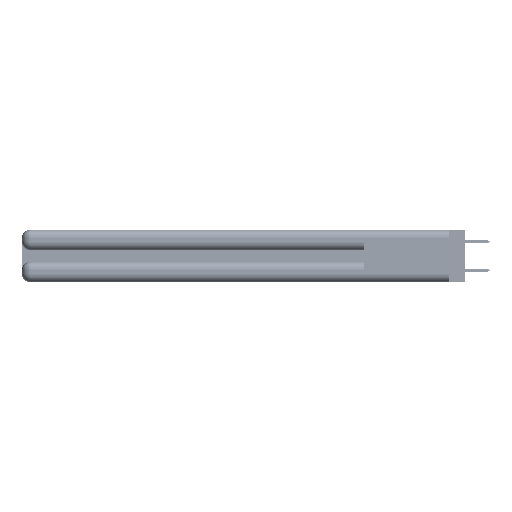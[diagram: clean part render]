
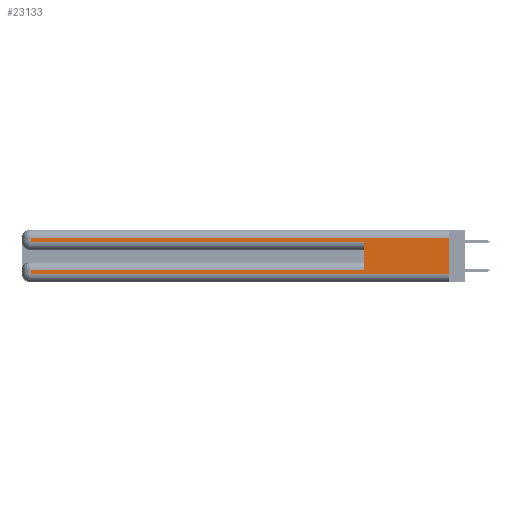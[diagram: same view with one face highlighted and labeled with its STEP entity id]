
A CAD part, left-side view. The second image highlights one B-rep face of the part: STEP entity #23133.
In plain terms, the highlighted planar face has unit normal (-1, 0, 0).
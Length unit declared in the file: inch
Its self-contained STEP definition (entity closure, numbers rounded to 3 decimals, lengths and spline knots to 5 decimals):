
#1785 = LINE ( 'NONE', #8051, #33151 ) ;
#2751 = DIRECTION ( 'NONE',  ( 0., 1., 0. ) ) ;
#3606 = LINE ( 'NONE', #17613, #24157 ) ;
#4035 = VERTEX_POINT ( 'NONE', #33265 ) ;
#4390 = DIRECTION ( 'NONE',  ( 0., 1., 0. ) ) ;
#4462 = ORIENTED_EDGE ( 'NONE', *, *, #47352, .T. ) ;
#5821 = FACE_OUTER_BOUND ( 'NONE', #23915, .T. ) ;
#7160 = LINE ( 'NONE', #10116, #16815 ) ;
#8009 = EDGE_CURVE ( 'NONE', #50219, #4035, #33540, .T. ) ;
#8051 = CARTESIAN_POINT ( 'NONE',  ( 0., 0., 0.06 ) ) ;
#8506 = LINE ( 'NONE', #31405, #38567 ) ;
#9562 = PLANE ( 'NONE',  #51690 ) ;
#9694 = EDGE_CURVE ( 'NONE', #37048, #48559, #19385, .T. ) ;
#9742 = DIRECTION ( 'NONE',  ( 0., 0., -1. ) ) ;
#10116 = CARTESIAN_POINT ( 'NONE',  ( 0., 0.6, 0.145 ) ) ;
#11552 = VERTEX_POINT ( 'NONE', #51328 ) ;
#11809 = VERTEX_POINT ( 'NONE', #16573 ) ;
#12364 = CARTESIAN_POINT ( 'NONE',  ( 0., 0., 0.37 ) ) ;
#14773 = EDGE_CURVE ( 'NONE', #48559, #31554, #52445, .T. ) ;
#16573 = CARTESIAN_POINT ( 'NONE',  ( 0., 2.94, 0.085 ) ) ;
#16670 = DIRECTION ( 'NONE',  ( 0., 0., -1. ) ) ;
#16815 = VECTOR ( 'NONE', #50767, 39.37008 ) ;
#17613 = CARTESIAN_POINT ( 'NONE',  ( 0., 2.94, 0.37 ) ) ;
#17981 = DIRECTION ( 'NONE',  ( 0., -1., 0. ) ) ;
#19146 = ORIENTED_EDGE ( 'NONE', *, *, #31016, .T. ) ;
#19385 = LINE ( 'NONE', #40798, #28948 ) ;
#20404 = CARTESIAN_POINT ( 'NONE',  ( 0., 2.94, 0.285 ) ) ;
#20640 = ORIENTED_EDGE ( 'NONE', *, *, #9694, .T. ) ;
#21480 = VECTOR ( 'NONE', #17981, 39.37008 ) ;
#22771 = VECTOR ( 'NONE', #16670, 39.37008 ) ;
#23133 = ADVANCED_FACE ( 'NONE', ( #5821 ), #9562, .F. ) ;
#23915 = EDGE_LOOP ( 'NONE', ( #43432, #19146, #20640, #29539, #24412, #4462, #27736, #42955 ) ) ;
#24157 = VECTOR ( 'NONE', #33791, 39.37008 ) ;
#24412 = ORIENTED_EDGE ( 'NONE', *, *, #41655, .F. ) ;
#25662 = EDGE_CURVE ( 'NONE', #11809, #27435, #3606, .T. ) ;
#27435 = VERTEX_POINT ( 'NONE', #36091 ) ;
#27736 = ORIENTED_EDGE ( 'NONE', *, *, #25662, .T. ) ;
#28948 = VECTOR ( 'NONE', #32643, 39.37008 ) ;
#29539 = ORIENTED_EDGE ( 'NONE', *, *, #14773, .T. ) ;
#30125 = VECTOR ( 'NONE', #4390, 39.37008 ) ;
#30942 = CARTESIAN_POINT ( 'NONE',  ( 0., 0., 0.31 ) ) ;
#31016 = EDGE_CURVE ( 'NONE', #50219, #37048, #42158, .T. ) ;
#31405 = CARTESIAN_POINT ( 'NONE',  ( 0., 0., 0.085 ) ) ;
#31554 = VERTEX_POINT ( 'NONE', #49198 ) ;
#32112 = EDGE_CURVE ( 'NONE', #27435, #4035, #1785, .T. ) ;
#32643 = DIRECTION ( 'NONE',  ( 0., 0., -1. ) ) ;
#33151 = VECTOR ( 'NONE', #36616, 39.37008 ) ;
#33265 = CARTESIAN_POINT ( 'NONE',  ( 0., 0., 0.06 ) ) ;
#33540 = LINE ( 'NONE', #12364, #22771 ) ;
#33791 = DIRECTION ( 'NONE',  ( 0., 0., -1. ) ) ;
#34213 = DIRECTION ( 'NONE',  ( 1., 0., 0. ) ) ;
#36091 = CARTESIAN_POINT ( 'NONE',  ( 0., 2.94, 0.06 ) ) ;
#36616 = DIRECTION ( 'NONE',  ( 0., -1., 0. ) ) ;
#37048 = VERTEX_POINT ( 'NONE', #39290 ) ;
#38567 = VECTOR ( 'NONE', #2751, 39.37008 ) ;
#39290 = CARTESIAN_POINT ( 'NONE',  ( 0., 2.94, 0.31 ) ) ;
#40798 = CARTESIAN_POINT ( 'NONE',  ( 0., 2.94, 0.37 ) ) ;
#41173 = CARTESIAN_POINT ( 'NONE',  ( 0., 0., 0.31 ) ) ;
#41655 = EDGE_CURVE ( 'NONE', #11552, #31554, #7160, .T. ) ;
#42158 = LINE ( 'NONE', #41173, #30125 ) ;
#42193 = CARTESIAN_POINT ( 'NONE',  ( 0., 0., 0.37 ) ) ;
#42955 = ORIENTED_EDGE ( 'NONE', *, *, #32112, .T. ) ;
#43432 = ORIENTED_EDGE ( 'NONE', *, *, #8009, .F. ) ;
#46338 = CARTESIAN_POINT ( 'NONE',  ( 0., 0., 0.285 ) ) ;
#47352 = EDGE_CURVE ( 'NONE', #11552, #11809, #8506, .T. ) ;
#48559 = VERTEX_POINT ( 'NONE', #20404 ) ;
#49198 = CARTESIAN_POINT ( 'NONE',  ( 0., 0.6, 0.285 ) ) ;
#50219 = VERTEX_POINT ( 'NONE', #30942 ) ;
#50767 = DIRECTION ( 'NONE',  ( 0., 0., 1. ) ) ;
#51328 = CARTESIAN_POINT ( 'NONE',  ( 0., 0.6, 0.085 ) ) ;
#51690 = AXIS2_PLACEMENT_3D ( 'NONE', #42193, #34213, #9742 ) ;
#52445 = LINE ( 'NONE', #46338, #21480 ) ;
